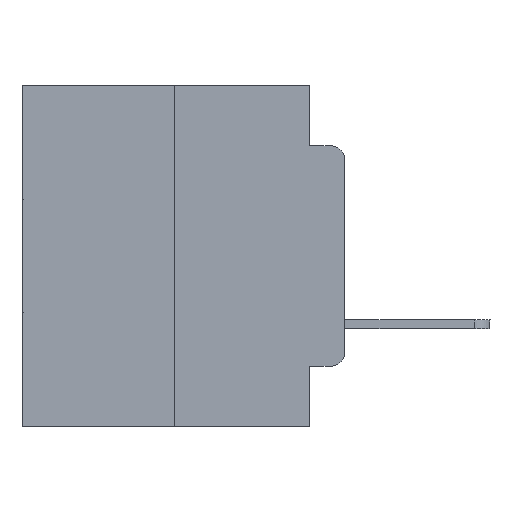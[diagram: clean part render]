
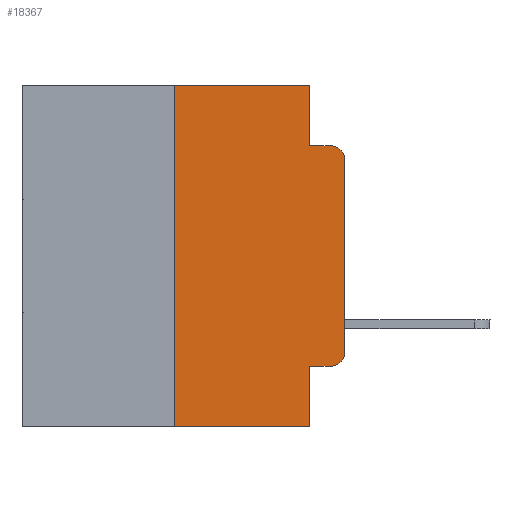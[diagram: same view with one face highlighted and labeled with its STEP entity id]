
A CAD part, left-side view. The second image highlights one B-rep face of the part: STEP entity #18367.
In plain terms, the highlighted planar face has unit normal (-1, 0, 0).
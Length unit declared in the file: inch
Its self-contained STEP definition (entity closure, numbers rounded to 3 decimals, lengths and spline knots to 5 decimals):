
#62 = DIRECTION ( 'NONE',  ( 1., 0., 0. ) ) ;
#782 = ORIENTED_EDGE ( 'NONE', *, *, #11610, .T. ) ;
#850 = CIRCLE ( 'NONE', #18282, 0.02 ) ;
#1688 = CARTESIAN_POINT ( 'NONE',  ( 0., 0.051, 0. ) ) ;
#1854 = EDGE_CURVE ( 'NONE', #7074, #5685, #7164, .T. ) ;
#2095 = EDGE_CURVE ( 'NONE', #18500, #26330, #10114, .T. ) ;
#2099 = CARTESIAN_POINT ( 'NONE',  ( 0., 0.051, -0.0885 ) ) ;
#2364 = ORIENTED_EDGE ( 'NONE', *, *, #8183, .F. ) ;
#2505 = DIRECTION ( 'NONE',  ( 0., -1., 0. ) ) ;
#2673 = FACE_OUTER_BOUND ( 'NONE', #7068, .T. ) ;
#2894 = CARTESIAN_POINT ( 'NONE',  ( 0., 0.051, 0. ) ) ;
#3344 = DIRECTION ( 'NONE',  ( 0., 0., 1. ) ) ;
#3398 = EDGE_CURVE ( 'NONE', #7971, #7074, #4393, .T. ) ;
#3513 = VERTEX_POINT ( 'NONE', #2099 ) ;
#4037 = CARTESIAN_POINT ( 'NONE',  ( 0., 0.02, -0.0885 ) ) ;
#4393 = LINE ( 'NONE', #18615, #11673 ) ;
#5480 = CARTESIAN_POINT ( 'NONE',  ( 0., 0., -0.3915 ) ) ;
#5685 = VERTEX_POINT ( 'NONE', #2894 ) ;
#5788 = VECTOR ( 'NONE', #12044, 39.37008 ) ;
#5833 = EDGE_CURVE ( 'NONE', #7971, #15063, #26688, .T. ) ;
#5926 = EDGE_CURVE ( 'NONE', #19933, #18500, #7331, .T. ) ;
#6186 = CARTESIAN_POINT ( 'NONE',  ( 0., 0.02, -0.3915 ) ) ;
#6427 = ORIENTED_EDGE ( 'NONE', *, *, #16666, .F. ) ;
#6567 = CARTESIAN_POINT ( 'NONE',  ( 0., 0.473, -0.5 ) ) ;
#6926 = LINE ( 'NONE', #12319, #23168 ) ;
#7068 = EDGE_LOOP ( 'NONE', ( #14309, #19482, #2364, #25034, #23058, #23956, #22953, #6427, #16701, #782 ) ) ;
#7074 = VERTEX_POINT ( 'NONE', #19033 ) ;
#7164 = LINE ( 'NONE', #22549, #5788 ) ;
#7331 = LINE ( 'NONE', #15211, #18908 ) ;
#7971 = VERTEX_POINT ( 'NONE', #11687 ) ;
#8183 = EDGE_CURVE ( 'NONE', #3513, #26330, #14595, .T. ) ;
#8539 = CARTESIAN_POINT ( 'NONE',  ( 0., 0.02, -0.4115 ) ) ;
#8833 = CARTESIAN_POINT ( 'NONE',  ( 0., 0.473, 0. ) ) ;
#8966 = CARTESIAN_POINT ( 'NONE',  ( 0., 0.051, -0.0885 ) ) ;
#9691 = LINE ( 'NONE', #1688, #22320 ) ;
#10039 = DIRECTION ( 'NONE',  ( 0., 0., -1. ) ) ;
#10114 = CIRCLE ( 'NONE', #25949, 0.02 ) ;
#11610 = EDGE_CURVE ( 'NONE', #18694, #19933, #850, .T. ) ;
#11673 = VECTOR ( 'NONE', #26997, 39.37008 ) ;
#11687 = CARTESIAN_POINT ( 'NONE',  ( 0., 0.25, -0.5 ) ) ;
#12044 = DIRECTION ( 'NONE',  ( 0., -1., 0. ) ) ;
#12319 = CARTESIAN_POINT ( 'NONE',  ( 0., 0.051, 0. ) ) ;
#13143 = DIRECTION ( 'NONE',  ( 0., 0., -1. ) ) ;
#13530 = CARTESIAN_POINT ( 'NONE',  ( 0., 0.02, -0.1085 ) ) ;
#13935 = VECTOR ( 'NONE', #26150, 39.37008 ) ;
#14139 = AXIS2_PLACEMENT_3D ( 'NONE', #8833, #62, #22010 ) ;
#14150 = CARTESIAN_POINT ( 'NONE',  ( 0., 0.051, -0.4115 ) ) ;
#14309 = ORIENTED_EDGE ( 'NONE', *, *, #5926, .T. ) ;
#14360 = CARTESIAN_POINT ( 'NONE',  ( 0., 0.051, -0.5 ) ) ;
#14595 = LINE ( 'NONE', #8966, #13935 ) ;
#15063 = VERTEX_POINT ( 'NONE', #14360 ) ;
#15211 = CARTESIAN_POINT ( 'NONE',  ( 0., 0., 0. ) ) ;
#15244 = VERTEX_POINT ( 'NONE', #14150 ) ;
#15544 = EDGE_CURVE ( 'NONE', #15244, #18694, #27253, .T. ) ;
#16332 = VECTOR ( 'NONE', #2505, 39.37008 ) ;
#16666 = EDGE_CURVE ( 'NONE', #15244, #15063, #6926, .T. ) ;
#16701 = ORIENTED_EDGE ( 'NONE', *, *, #15544, .T. ) ;
#18282 = AXIS2_PLACEMENT_3D ( 'NONE', #6186, #18814, #20822 ) ;
#18367 = ADVANCED_FACE ( 'NONE', ( #2673 ), #21566, .F. ) ;
#18500 = VERTEX_POINT ( 'NONE', #25140 ) ;
#18615 = CARTESIAN_POINT ( 'NONE',  ( 0., 0.25, 0. ) ) ;
#18694 = VERTEX_POINT ( 'NONE', #8539 ) ;
#18814 = DIRECTION ( 'NONE',  ( -1., 0., 0. ) ) ;
#18838 = DIRECTION ( 'NONE',  ( 0., -1., 0. ) ) ;
#18908 = VECTOR ( 'NONE', #3344, 39.37008 ) ;
#19033 = CARTESIAN_POINT ( 'NONE',  ( 0., 0.25, 0. ) ) ;
#19482 = ORIENTED_EDGE ( 'NONE', *, *, #2095, .T. ) ;
#19933 = VERTEX_POINT ( 'NONE', #5480 ) ;
#20649 = VECTOR ( 'NONE', #18838, 39.37008 ) ;
#20822 = DIRECTION ( 'NONE',  ( 0., 0., -1. ) ) ;
#21566 = PLANE ( 'NONE',  #14139 ) ;
#22010 = DIRECTION ( 'NONE',  ( 0., 0., -1. ) ) ;
#22320 = VECTOR ( 'NONE', #10039, 39.37008 ) ;
#22549 = CARTESIAN_POINT ( 'NONE',  ( 0., 0.473, 0. ) ) ;
#22746 = DIRECTION ( 'NONE',  ( 0., 0., -1. ) ) ;
#22953 = ORIENTED_EDGE ( 'NONE', *, *, #5833, .T. ) ;
#23058 = ORIENTED_EDGE ( 'NONE', *, *, #1854, .F. ) ;
#23168 = VECTOR ( 'NONE', #22746, 39.37008 ) ;
#23956 = ORIENTED_EDGE ( 'NONE', *, *, #3398, .F. ) ;
#25034 = ORIENTED_EDGE ( 'NONE', *, *, #26911, .F. ) ;
#25140 = CARTESIAN_POINT ( 'NONE',  ( 0., 0., -0.1085 ) ) ;
#25293 = DIRECTION ( 'NONE',  ( -1., 0., 0. ) ) ;
#25949 = AXIS2_PLACEMENT_3D ( 'NONE', #13530, #25293, #13143 ) ;
#26150 = DIRECTION ( 'NONE',  ( 0., -1., 0. ) ) ;
#26330 = VERTEX_POINT ( 'NONE', #4037 ) ;
#26665 = CARTESIAN_POINT ( 'NONE',  ( 0., 0.051, -0.4115 ) ) ;
#26688 = LINE ( 'NONE', #6567, #16332 ) ;
#26911 = EDGE_CURVE ( 'NONE', #5685, #3513, #9691, .T. ) ;
#26997 = DIRECTION ( 'NONE',  ( 0., 0., 1. ) ) ;
#27253 = LINE ( 'NONE', #26665, #20649 ) ;
